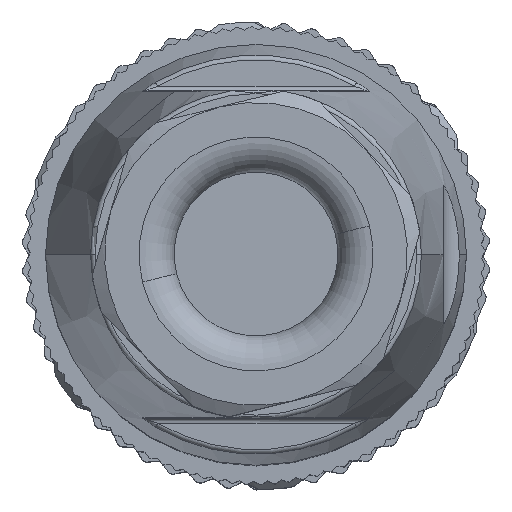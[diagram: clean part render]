
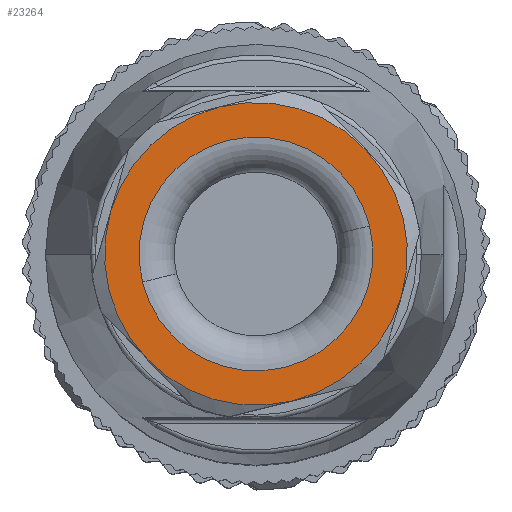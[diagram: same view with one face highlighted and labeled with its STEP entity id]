
A CAD part, top view. The second image highlights one B-rep face of the part: STEP entity #23264.
In plain terms, the highlighted planar face has unit normal (0, 0, 1).
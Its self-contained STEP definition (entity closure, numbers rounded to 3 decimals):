
#8615=CARTESIAN_POINT('',(2.329,6.042,55.4));
#8646=CARTESIAN_POINT('',(-4.068,5.038,55.4));
#8657=CARTESIAN_POINT('',(-6.397,-1.004,55.4));
#8676=CARTESIAN_POINT('',(0.,0.,55.4));
#8677=DIRECTION('',(0.,0.,1.));
#8678=DIRECTION('',(-0.988,-0.155,0.));
#8679=AXIS2_PLACEMENT_3D('',#8676,#8677,#8678);
#8708=CARTESIAN_POINT('',(0.,0.,55.4));
#8709=DIRECTION('',(0.,0.,1.));
#8710=DIRECTION('',(0.628,-0.778,0.));
#8711=AXIS2_PLACEMENT_3D('',#8708,#8709,#8710);
#8713=CARTESIAN_POINT('',(0.,0.,55.4));
#8714=DIRECTION('',(0.,0.,1.));
#8715=DIRECTION('',(-0.36,-0.933,0.));
#8716=AXIS2_PLACEMENT_3D('',#8713,#8714,#8715);
#8718=CARTESIAN_POINT('',(0.,0.,55.4));
#8719=DIRECTION('',(0.,0.,1.));
#8720=DIRECTION('',(-0.628,0.778,0.));
#8721=AXIS2_PLACEMENT_3D('',#8718,#8719,#8720);
#8723=CARTESIAN_POINT('',(0.,0.,55.4));
#8724=DIRECTION('',(0.,0.,1.));
#8725=DIRECTION('',(0.36,0.933,0.));
#8726=AXIS2_PLACEMENT_3D('',#8723,#8724,#8725);
#8728=CARTESIAN_POINT('',(0.,0.,55.4));
#8729=DIRECTION('',(0.,0.,1.));
#8730=DIRECTION('',(0.988,0.155,0.));
#8731=AXIS2_PLACEMENT_3D('',#8728,#8729,#8730);
#8733=CARTESIAN_POINT('',(0.,0.,55.4));
#8734=DIRECTION('',(0.,0.,-1.));
#8735=DIRECTION('',(0.778,0.628,0.));
#8736=AXIS2_PLACEMENT_3D('',#8733,#8734,#8735);
#8738=CARTESIAN_POINT('',(0.,0.,55.4));
#8739=DIRECTION('',(0.,0.,-1.));
#8740=DIRECTION('',(-0.778,-0.628,0.));
#8741=AXIS2_PLACEMENT_3D('',#8738,#8739,#8740);
#10809=CARTESIAN_POINT('',(-2.329,-6.042,55.4));
#10810=CARTESIAN_POINT('',(4.068,-5.038,55.4));
#10811=VERTEX_POINT('',#10809);
#10812=VERTEX_POINT('',#10810);
#11247=VERTEX_POINT('',#8646);
#11464=VERTEX_POINT('',#8615);
#11733=CARTESIAN_POINT('',(3.89,3.141,55.4));
#11734=CARTESIAN_POINT('',(-3.89,-3.141,55.4));
#11735=VERTEX_POINT('',#11733);
#11736=VERTEX_POINT('',#11734);
#12262=CARTESIAN_POINT('',(6.397,1.004,55.4));
#12263=VERTEX_POINT('',#12262);
#12960=VERTEX_POINT('',#8657);
#23245=CARTESIAN_POINT('',(0.,0.,55.4));
#23246=DIRECTION('',(0.,0.,1.));
#23247=DIRECTION('',(0.778,0.628,0.));
#23248=AXIS2_PLACEMENT_3D('',#23245,#23246,#23247);
#23249=PLANE('',#23248);
#23250=ORIENTED_EDGE('',*,*,#23088,.F.);
#23251=ORIENTED_EDGE('',*,*,#23058,.F.);
#23252=ORIENTED_EDGE('',*,*,#23212,.F.);
#23253=ORIENTED_EDGE('',*,*,#23183,.F.);
#23254=ORIENTED_EDGE('',*,*,#23152,.F.);
#23255=ORIENTED_EDGE('',*,*,#23121,.F.);
#23256=EDGE_LOOP('',(#23250,#23251,#23252,#23253,#23254,#23255));
#23257=FACE_OUTER_BOUND('',#23256,.F.);
#23259=ORIENTED_EDGE('',*,*,#23258,.F.);
#23261=ORIENTED_EDGE('',*,*,#23260,.F.);
#23262=EDGE_LOOP('',(#23259,#23261));
#23263=FACE_BOUND('',#23262,.F.);
#23264=ADVANCED_FACE('',(#23257,#23263),#23249,.T.);
#8680=CIRCLE('',#8679,6.475);
#8712=CIRCLE('',#8711,6.475);
#8717=CIRCLE('',#8716,6.475);
#8722=CIRCLE('',#8721,6.475);
#8727=CIRCLE('',#8726,6.475);
#8732=CIRCLE('',#8731,6.475);
#8737=CIRCLE('',#8736,5.);
#8742=CIRCLE('',#8741,5.);
#23058=EDGE_CURVE('',#10811,#10812,#8717,.T.);
#23088=EDGE_CURVE('',#10812,#12263,#8712,.T.);
#23121=EDGE_CURVE('',#12263,#11464,#8732,.T.);
#23152=EDGE_CURVE('',#11464,#11247,#8727,.T.);
#23183=EDGE_CURVE('',#11247,#12960,#8722,.T.);
#23212=EDGE_CURVE('',#12960,#10811,#8680,.T.);
#23258=EDGE_CURVE('',#11735,#11736,#8737,.T.);
#23260=EDGE_CURVE('',#11736,#11735,#8742,.T.);
